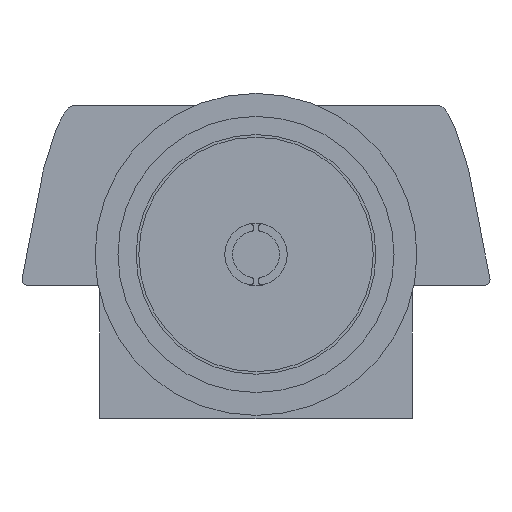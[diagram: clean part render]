
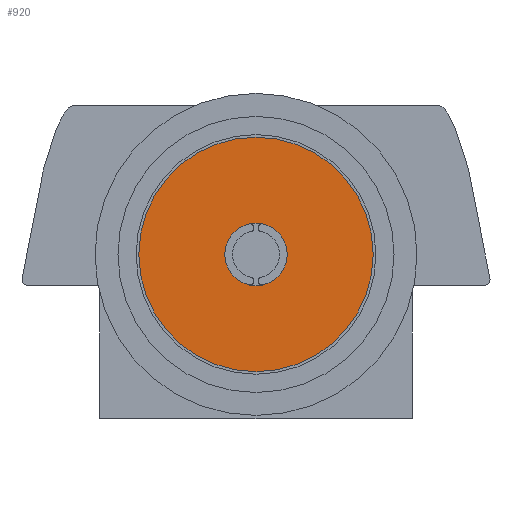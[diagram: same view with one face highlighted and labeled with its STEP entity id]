
A CAD part, front view. The second image highlights one B-rep face of the part: STEP entity #920.
In plain terms, the highlighted planar face has unit normal (0, -1, 0).
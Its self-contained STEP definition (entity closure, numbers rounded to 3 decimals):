
#899 = EDGE_CURVE('',#900,#900,#902,.T.);
#900 = VERTEX_POINT('',#901);
#901 = CARTESIAN_POINT('',(2.25,-9.95,3.15));
#902 = CIRCLE('',#903,2.25);
#903 = AXIS2_PLACEMENT_3D('',#904,#905,#906);
#904 = CARTESIAN_POINT('',(0.,-9.95,3.15));
#905 = DIRECTION('',(0.,-1.,0.));
#906 = DIRECTION('',(1.,0.,0.));
#920 = ADVANCED_FACE('',(#921,#924),#971,.T.);
#921 = FACE_BOUND('',#922,.T.);
#922 = EDGE_LOOP('',(#923));
#923 = ORIENTED_EDGE('',*,*,#899,.T.);
#924 = FACE_BOUND('',#925,.T.);
#925 = EDGE_LOOP('',(#926,#937,#946,#955,#964));
#926 = ORIENTED_EDGE('',*,*,#927,.F.);
#927 = EDGE_CURVE('',#928,#930,#932,.T.);
#928 = VERTEX_POINT('',#929);
#929 = CARTESIAN_POINT('',(0.6,-9.95,3.15));
#930 = VERTEX_POINT('',#931);
#931 = CARTESIAN_POINT('',(0.133,-9.95,3.735));
#932 = CIRCLE('',#933,0.6);
#933 = AXIS2_PLACEMENT_3D('',#934,#935,#936);
#934 = CARTESIAN_POINT('',(0.,-9.95,3.15));
#935 = DIRECTION('',(0.,-1.,0.));
#936 = DIRECTION('',(1.,0.,0.));
#937 = ORIENTED_EDGE('',*,*,#938,.F.);
#938 = EDGE_CURVE('',#939,#928,#941,.T.);
#939 = VERTEX_POINT('',#940);
#940 = CARTESIAN_POINT('',(0.133,-9.95,2.565));
#941 = CIRCLE('',#942,0.6);
#942 = AXIS2_PLACEMENT_3D('',#943,#944,#945);
#943 = CARTESIAN_POINT('',(0.,-9.95,3.15));
#944 = DIRECTION('',(0.,-1.,0.));
#945 = DIRECTION('',(1.,0.,0.));
#946 = ORIENTED_EDGE('',*,*,#947,.F.);
#947 = EDGE_CURVE('',#948,#939,#950,.T.);
#948 = VERTEX_POINT('',#949);
#949 = CARTESIAN_POINT('',(-0.133,-9.95,2.565));
#950 = CIRCLE('',#951,0.6);
#951 = AXIS2_PLACEMENT_3D('',#952,#953,#954);
#952 = CARTESIAN_POINT('',(0.,-9.95,3.15));
#953 = DIRECTION('',(0.,-1.,0.));
#954 = DIRECTION('',(1.,0.,0.));
#955 = ORIENTED_EDGE('',*,*,#956,.F.);
#956 = EDGE_CURVE('',#957,#948,#959,.T.);
#957 = VERTEX_POINT('',#958);
#958 = CARTESIAN_POINT('',(-0.133,-9.95,3.735));
#959 = CIRCLE('',#960,0.6);
#960 = AXIS2_PLACEMENT_3D('',#961,#962,#963);
#961 = CARTESIAN_POINT('',(0.,-9.95,3.15));
#962 = DIRECTION('',(0.,-1.,0.));
#963 = DIRECTION('',(1.,0.,0.));
#964 = ORIENTED_EDGE('',*,*,#965,.F.);
#965 = EDGE_CURVE('',#930,#957,#966,.T.);
#966 = CIRCLE('',#967,0.6);
#967 = AXIS2_PLACEMENT_3D('',#968,#969,#970);
#968 = CARTESIAN_POINT('',(0.,-9.95,3.15));
#969 = DIRECTION('',(0.,-1.,0.));
#970 = DIRECTION('',(1.,0.,0.));
#971 = PLANE('',#972);
#972 = AXIS2_PLACEMENT_3D('',#973,#974,#975);
#973 = CARTESIAN_POINT('',(0.,-9.95,3.15));
#974 = DIRECTION('',(0.,-1.,0.));
#975 = DIRECTION('',(1.,0.,0.));
